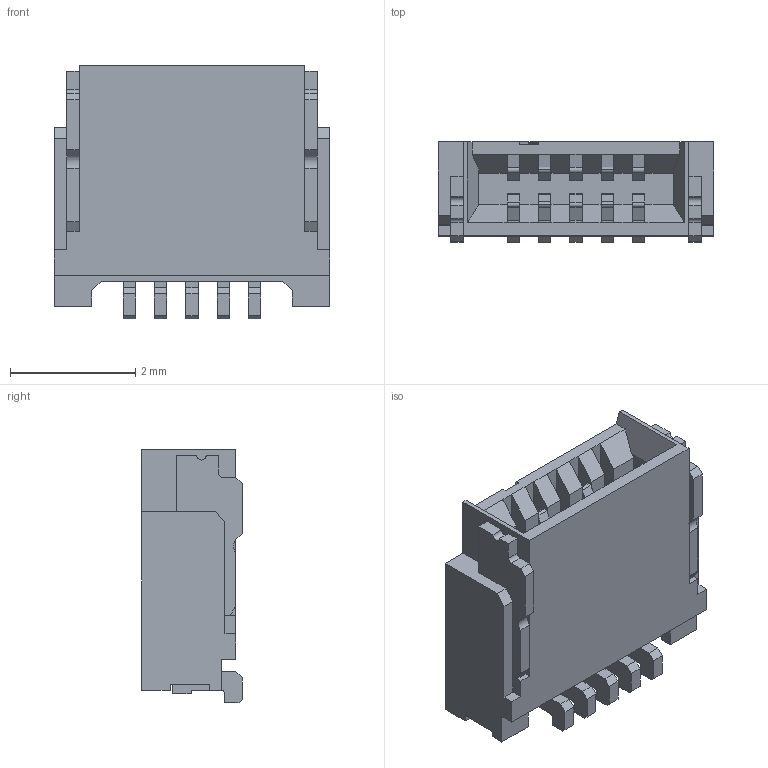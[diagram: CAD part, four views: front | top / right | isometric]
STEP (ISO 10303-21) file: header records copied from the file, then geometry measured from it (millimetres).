
FILE_DESCRIPTION (( 'STEP AP214' ), '1' );
FILE_NAME ('046284005001846.STEP', '2022-11-17T23:27:27', ( '' ), ( '' ), 'SwSTEP 2.0', 'SolidWorks 2017', '' );
FILE_SCHEMA (( 'AUTOMOTIVE_DESIGN' ));
Length unit declared in the file: millimetre
Products named in the file (1): 046284005001846
Bounding box: 4.4 x 1.6 x 4.05 mm (x, y, z)
Volume: 17.5 mm3; surface area: 125 mm2
Topology: 18 solids, 18 shells, 321 faces, 831 edges, 546 vertices
Faces by surface type: plane 273, cylinder 48
Entity records: 10012 total; most frequent: CARTESIAN_POINT 1699, ORIENTED_EDGE 1662, DIRECTION 1571, EDGE_CURVE 831, VECTOR 735, LINE 735, VERTEX_POINT 546, AXIS2_PLACEMENT_3D 418
